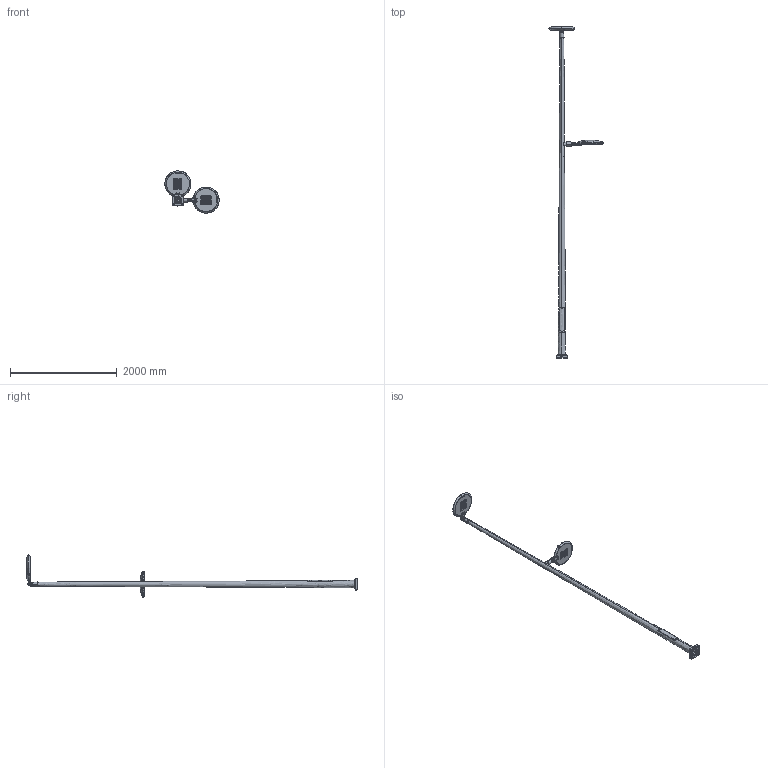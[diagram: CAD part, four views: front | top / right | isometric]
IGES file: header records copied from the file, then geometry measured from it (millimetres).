
Start section: SolidWorks IGES file using analytic representation for surfaces
Global section: file name: tora-2-6(60)-4(40)-(Ê200-150-4õ20)-ö+ïî.IGS; native system: SolidWorks 2020; preprocessor: SolidWorks 2020; author: Åêàòåðèíà; date: 210713.084848; units: millimetre
Bounding box: 1018.4 x 6223.01 x 793.66 mm (x, y, z)
Surface area: 5550620.4 mm2 (no closed solid volume)
Topology: 0 solids, 0 shells, 1914 faces, 34154 edges, 34126 vertices
Faces by surface type: revolution 1093, bspline 821
